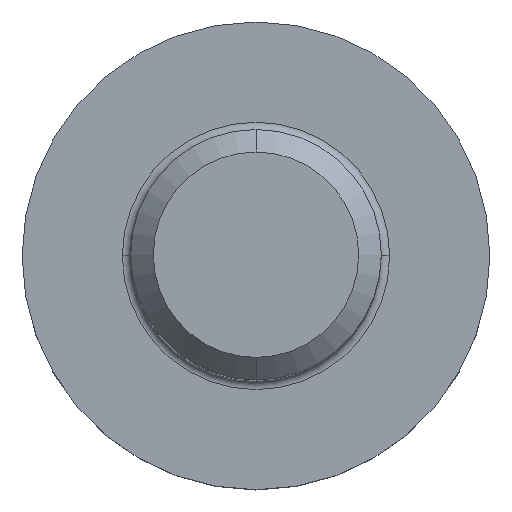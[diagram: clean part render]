
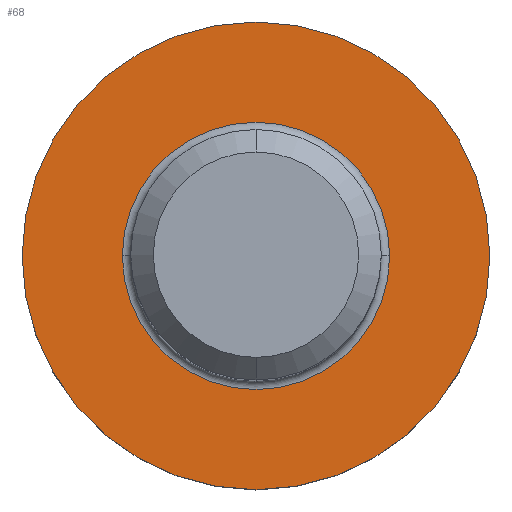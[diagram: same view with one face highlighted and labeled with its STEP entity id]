
A CAD part, top view. The second image highlights one B-rep face of the part: STEP entity #68.
In plain terms, the highlighted planar face has unit normal (0, 0, 1).
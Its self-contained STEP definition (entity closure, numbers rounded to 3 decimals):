
#68=ADVANCED_FACE('',(#121,#122),#123,.T.);
#121=FACE_BOUND('',#183,.T.);
#122=FACE_OUTER_BOUND('',#184,.T.);
#123=PLANE('',#185);
#183=EDGE_LOOP('',(#383,#384,#385));
#184=EDGE_LOOP('',(#386,#387));
#185=AXIS2_PLACEMENT_3D('',#388,#389,#390);
#383=ORIENTED_EDGE('',*,*,#508,.F.);
#384=ORIENTED_EDGE('',*,*,#509,.F.);
#385=ORIENTED_EDGE('',*,*,#457,.F.);
#386=ORIENTED_EDGE('',*,*,#464,.T.);
#387=ORIENTED_EDGE('',*,*,#507,.T.);
#388=CARTESIAN_POINT('',(0.,2.2,2.4));
#389=DIRECTION('',(0.,0.,1.0));
#390=DIRECTION('',(0.,1.0,0.));
#457=EDGE_CURVE('',#544,#546,#547,.T.);
#464=EDGE_CURVE('',#552,#558,#560,.T.);
#507=EDGE_CURVE('',#558,#552,#630,.T.);
#508=EDGE_CURVE('',#631,#544,#632,.T.);
#509=EDGE_CURVE('',#546,#631,#633,.T.);
#544=VERTEX_POINT('',#676);
#546=VERTEX_POINT('',#678);
#547=CIRCLE('',#679,1.6);
#552=VERTEX_POINT('',#684);
#558=VERTEX_POINT('',#691);
#560=CIRCLE('',#694,2.8);
#630=CIRCLE('',#788,2.8);
#631=VERTEX_POINT('',#789);
#632=CIRCLE('',#790,1.6);
#633=CIRCLE('',#791,1.6);
#676=CARTESIAN_POINT('',(-1.6,0.,2.4));
#678=CARTESIAN_POINT('',(1.6,0.,2.4));
#679=AXIS2_PLACEMENT_3D('',#830,#831,#832);
#684=CARTESIAN_POINT('',(0.,2.8,2.4));
#691=CARTESIAN_POINT('',(0.,-2.8,2.4));
#694=AXIS2_PLACEMENT_3D('',#847,#848,#849);
#788=AXIS2_PLACEMENT_3D('',#928,#929,#930);
#789=CARTESIAN_POINT('',(0.,1.6,2.4));
#790=AXIS2_PLACEMENT_3D('',#931,#932,#933);
#791=AXIS2_PLACEMENT_3D('',#934,#935,#936);
#830=CARTESIAN_POINT('',(0.,0.0,2.4));
#831=DIRECTION('',(0.,-0.0,1.0));
#832=DIRECTION('',(0.0,1.0,0.0));
#847=CARTESIAN_POINT('',(0.,0.0,2.4));
#848=DIRECTION('',(0.,-0.0,1.0));
#849=DIRECTION('',(0.0,1.0,0.0));
#928=CARTESIAN_POINT('',(0.,0.0,2.4));
#929=DIRECTION('',(0.,-0.0,1.0));
#930=DIRECTION('',(0.0,1.0,0.0));
#931=CARTESIAN_POINT('',(0.,0.0,2.4));
#932=DIRECTION('',(0.,-0.0,1.0));
#933=DIRECTION('',(0.0,1.0,0.0));
#934=CARTESIAN_POINT('',(0.,0.0,2.4));
#935=DIRECTION('',(0.,-0.0,1.0));
#936=DIRECTION('',(0.0,1.0,0.0));
